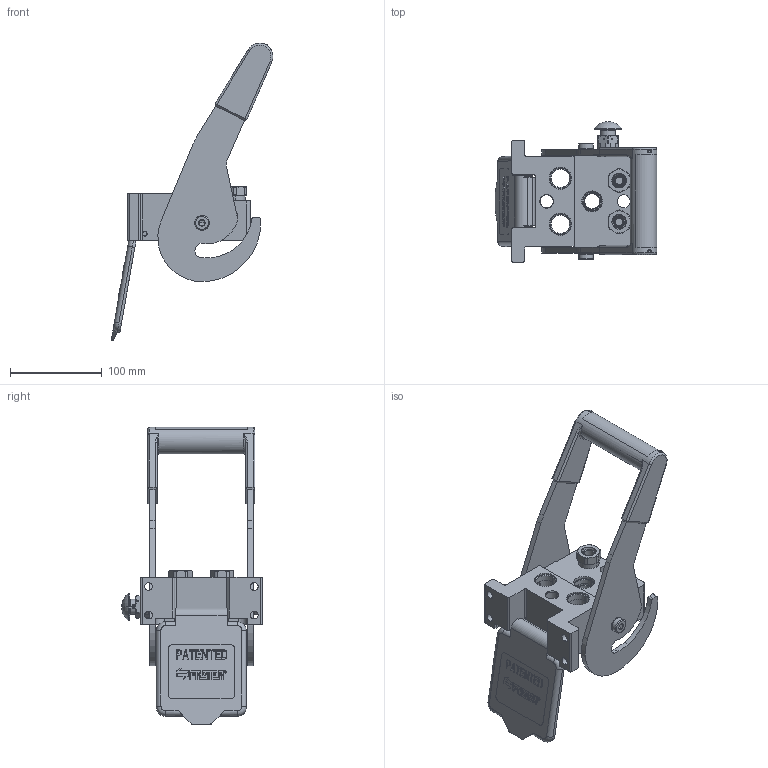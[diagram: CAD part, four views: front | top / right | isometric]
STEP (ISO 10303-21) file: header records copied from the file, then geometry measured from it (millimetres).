
FILE_DESCRIPTION (( 'STEP AP214' ), '1' );
FILE_NAME ('FASTER.step', '2024-06-27T16:27:49', ( '' ), ( '' ), 'SwSTEP 2.0', 'SolidWorks 2017', '' );
FILE_SCHEMA (( 'AUTOMOTIVE_DESIGN' ));
Length unit declared in the file: millimetre
Products named in the file (28): 4830_024_0009_000; 4830_024_0009_000^4830_024_0009_000; sicura_p5; 4830_024_0009_001; 2ffnb14-38saef; 4820_001_0004_000; or1_5x7_m; nc000007; A_2ffnb14-38saef; 4830_001_0005_301; 0048_042_0412_000; 4830_025_0000_001; curs_molla_14; 4830_022_0000_011; 4121_072_0000_200; P5065_F_BASE; FASTER; et011; 4121_014_0000_000; 0048_317_1000_000; 4830_001_0005_300; 4830_013_3000_020; 4830_025_2000_000; 4830_070_0000_001; 4810_001_0001_014; 4830_025_1000_000; 4830_020_5001_000
Assembly tree (29 placements, depth 4):
  4830_024_0009_000^4830_024_0009_000
  FASTER
    P5065_F_BASE
      4830_020_5001_000
      4830_025_1000_000
      4830_022_0000_011
      4830_070_0000_001
      4830_013_3000_020  x2
      4810_001_0001_014
      4820_001_0004_000
      4830_001_0005_300
      4830_001_0005_301
      0048_317_1000_000  x2
    A_2ffnb14-38saef  x2
      curs_molla_14
        4121_014_0000_000
        4121_072_0000_200
      2ffnb14-38saef
        2ffnb14-38saef
    4830_024_0009_000
      sicura_p5
        4830_025_0000_001
        or1_5x7_m
        0048_042_0412_000
      4830_024_0009_001
      nc000007
      4830_025_2000_000
    et011
Bounding box: 175.89 x 153.38 x 323.63 mm (x, y, z)
Volume: 115186.1 mm3; surface area: 262835.6 mm2
Topology: 19 solids, 48 shells, 3232 faces, 8445 edges, 5384 vertices
Faces by surface type: plane 1905, cylinder 621, bspline 265, cone 216, torus 186, sphere 39
Entity records: 122705 total; most frequent: CARTESIAN_POINT 48720, ORIENTED_EDGE 15141, DIRECTION 13813, EDGE_CURVE 7643, VECTOR 5385, LINE 5385, VERTEX_POINT 4897, AXIS2_PLACEMENT_3D 4214
